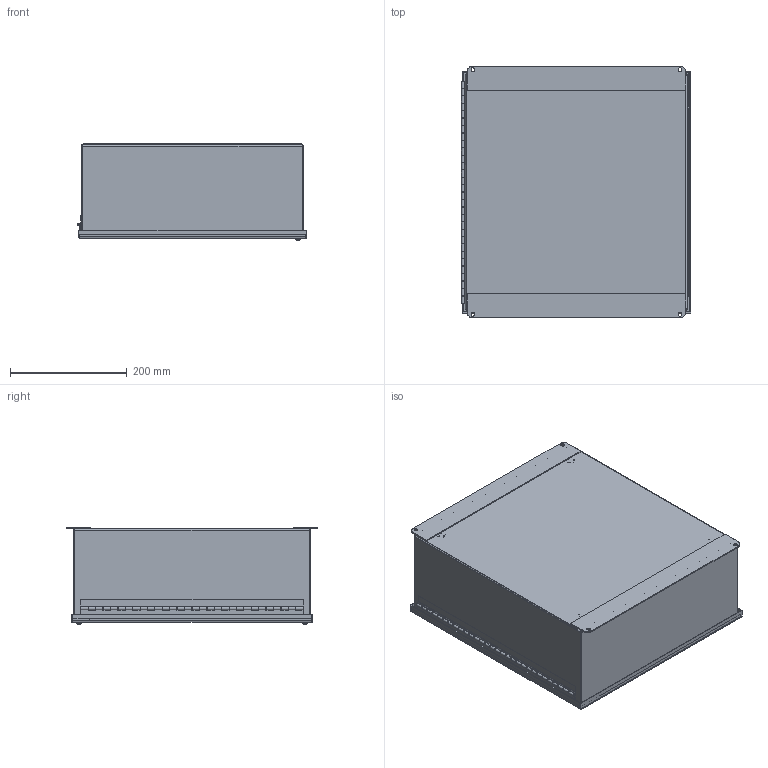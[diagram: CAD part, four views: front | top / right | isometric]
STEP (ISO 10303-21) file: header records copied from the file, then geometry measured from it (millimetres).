
FILE_DESCRIPTION(/* description */ ('15.38X16.32 LID'),/* implementation_level */ '2;1');
FILE_NAME(/* name */ 'PBYX25.stp',/* time_stamp */ '2017-01-30T18:33:24+05:00',/* author */ ('mgunasekar'),/* organization */ (''),/* preprocessor_version */ 'ST-DEVELOPER v16.1',/* originating_system */ 'Autodesk Inventor 2016',/* authorisation */ '');
FILE_SCHEMA (('AUTOMOTIVE_DESIGN { 1 0 10303 214 3 1 1 }'));
Length unit declared in the file: inch
Products named in the file (16): PBYX25LID; 39077; 316275; PBYX25BKP; PBYX25PP; 3499; 34984; 328125LH; 328125P; 328125TH; 328125; 38837; 34047; 34815; 372163; PBYX25
Assembly tree (26 placements, depth 3):
  PBYX25
    PBYX25LID
    39077  x2
    316275  x2
    PBYX25BKP
    PBYX25PP
    3499  x4
    34984  x2
    328125
      328125LH
      328125P
      328125TH
    38837
    34047  x4
    34815  x2
    372163  x2
Bounding box: 392.79 x 431.8 x 166.01 mm (x, y, z)
Volume: 1495698.3 mm3; surface area: 1557426.2 mm2
Topology: 25 solids, 25 shells, 1018 faces, 2754 edges, 1801 vertices
Faces by surface type: plane 667, cylinder 260, cone 37, bspline 32, torus 20, sphere 2
Full cylindrical faces by diameter (mm): 2.54 x1, 2.957 x30, 3.962 x6, 4.826 x7, 4.978 x2, 6.299 x2, 6.35 x2, 6.528 x2, 7.061 x2, 7.137 x2, 7.62 x4, 7.938 x4, 9.474 x6, 10.312 x2, 11.506 x2, 15.875 x4
Entity records: 28821 total; most frequent: CARTESIAN_POINT 5795, ORIENTED_EDGE 4568, DIRECTION 4420, EDGE_CURVE 2284, LINE 1714, VECTOR 1714, VERTEX_POINT 1528, AXIS2_PLACEMENT_3D 1353
